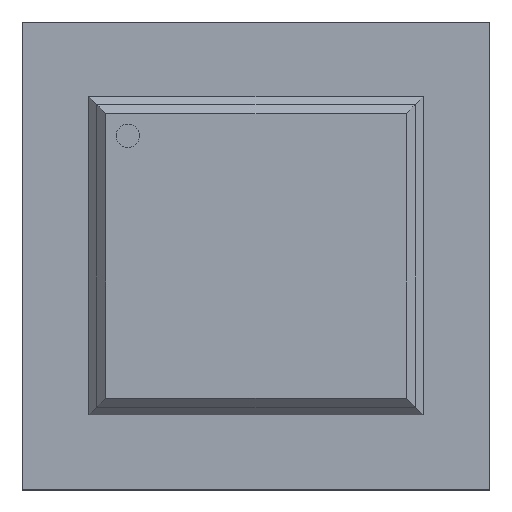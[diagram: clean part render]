
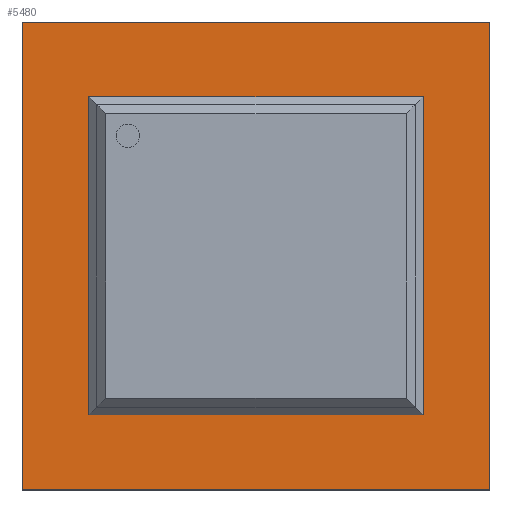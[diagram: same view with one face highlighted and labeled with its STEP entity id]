
A CAD part, top view. The second image highlights one B-rep face of the part: STEP entity #5480.
In plain terms, the highlighted planar face has unit normal (0, 0, 1).
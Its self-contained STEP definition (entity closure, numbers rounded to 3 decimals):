
#20=LINE('',#10163,#64);
#21=LINE('',#10165,#65);
#22=LINE('',#10167,#66);
#23=LINE('',#10168,#67);
#64=VECTOR('',#8683,12.);
#65=VECTOR('',#8684,12.);
#66=VECTOR('',#8685,12.);
#67=VECTOR('',#8686,12.);
#903=PLANE('',#6688);
#1715=FACE_OUTER_BOUND('',#2526,.T.);
#2526=EDGE_LOOP('',(#4600,#4601,#4602,#4603));
#3344=VERTEX_POINT('',#10161);
#3345=VERTEX_POINT('',#10162);
#3346=VERTEX_POINT('',#10164);
#3347=VERTEX_POINT('',#10166);
#3768=EDGE_CURVE('',#3344,#3345,#20,.T.);
#3769=EDGE_CURVE('',#3346,#3344,#21,.T.);
#3770=EDGE_CURVE('',#3347,#3346,#22,.T.);
#3771=EDGE_CURVE('',#3345,#3347,#23,.T.);
#4600=ORIENTED_EDGE('',*,*,#3768,.F.);
#4601=ORIENTED_EDGE('',*,*,#3769,.F.);
#4602=ORIENTED_EDGE('',*,*,#3770,.F.);
#4603=ORIENTED_EDGE('',*,*,#3771,.F.);
#5480=ADVANCED_FACE('',(#1715),#903,.F.);
#6688=AXIS2_PLACEMENT_3D('',#10160,#8681,#8682);
#8681=DIRECTION('center_axis',(0.,0.,-1.));
#8682=DIRECTION('ref_axis',(1.,0.,0.));
#8683=DIRECTION('',(0.,-1.,0.));
#8684=DIRECTION('',(1.,0.,0.));
#8685=DIRECTION('',(0.,1.,0.));
#8686=DIRECTION('',(-1.,0.,0.));
#10160=CARTESIAN_POINT('Origin',(0.,0.,0.84));
#10161=CARTESIAN_POINT('',(6.,6.,0.84));
#10162=CARTESIAN_POINT('',(6.,-6.,0.84));
#10163=CARTESIAN_POINT('',(6.,0.,0.84));
#10164=CARTESIAN_POINT('',(-6.,6.,0.84));
#10165=CARTESIAN_POINT('',(0.,6.,0.84));
#10166=CARTESIAN_POINT('',(-6.,-6.,0.84));
#10167=CARTESIAN_POINT('',(-6.,0.,0.84));
#10168=CARTESIAN_POINT('',(0.,-6.,0.84));
